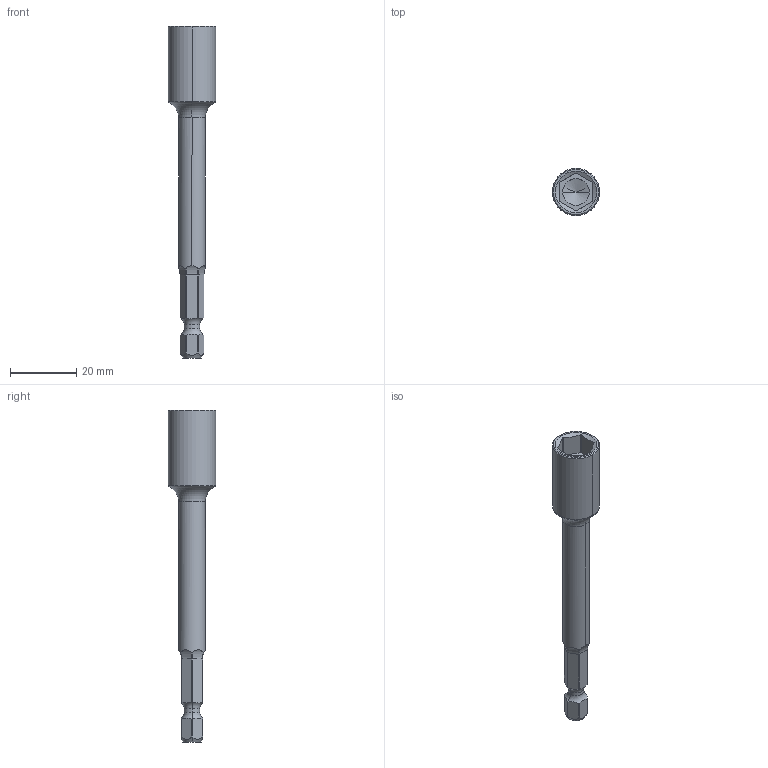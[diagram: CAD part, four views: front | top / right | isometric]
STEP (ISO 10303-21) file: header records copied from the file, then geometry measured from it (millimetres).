
FILE_DESCRIPTION((''),'2;1');
FILE_NAME('4027100210','2024-01-02T11:09:08',('a00565553'),(''),'CREO PARAMETRIC BY PTC INC, 2022414','CREO PARAMETRIC BY PTC INC, 2022414','');
FILE_SCHEMA(('CONFIG_CONTROL_DESIGN','GEOMETRIC_VALIDATION_PROPERTIES_MIM'));
Length unit declared in the file: millimetre
Products named in the file (1): 4027100210
Bounding box: 14.2 x 14.2 x 100 mm (x, y, z)
Volume: 6153.9 mm3; surface area: 3506.4 mm2
Topology: 1 solids, 1 shells, 75 faces, 190 edges, 117 vertices
Faces by surface type: cylinder 32, plane 21, torus 14, cone 8
Entity records: 2559 total; most frequent: CARTESIAN_POINT 671, ORIENTED_EDGE 376, DIRECTION 374, EDGE_CURVE 188, AXIS2_PLACEMENT_3D 155, VERTEX_POINT 117, CIRCLE 80, EDGE_LOOP 77
